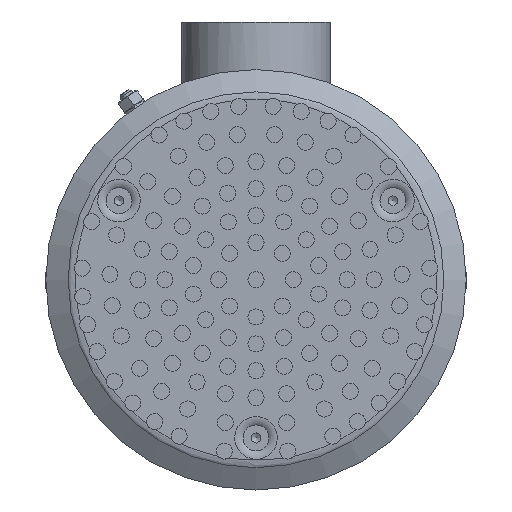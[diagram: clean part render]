
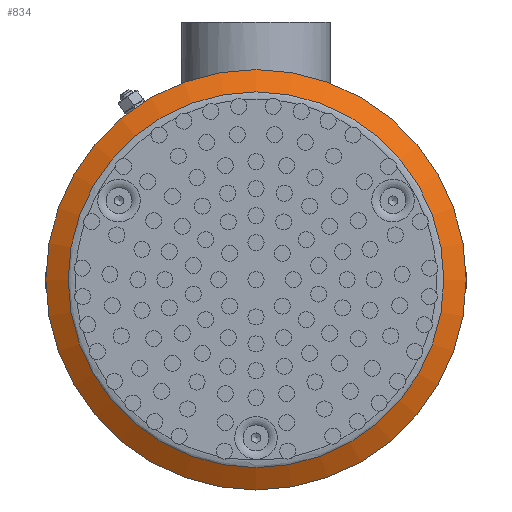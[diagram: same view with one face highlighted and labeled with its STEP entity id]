
A CAD part, top view. The second image highlights one B-rep face of the part: STEP entity #834.
In plain terms, the highlighted conical face has half-angle 60 degrees and reference radius 86.825 mm.
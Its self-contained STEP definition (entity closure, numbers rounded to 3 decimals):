
#834=ADVANCED_FACE('',(#7109,#7111),#7113,.T.);
#7109=FACE_OUTER_BOUND('',#7110,.T.);
#7110=EDGE_LOOP('',(#9451));
#7111=FACE_OUTER_BOUND('',#7112,.T.);
#7112=EDGE_LOOP('',(#9452));
#7113=CONICAL_SURFACE('',#7114,86.825,1.047);
#7114=AXIS2_PLACEMENT_3D('',#7115,#7116,#7117);
#7115=CARTESIAN_POINT('',(0.,0.,-2.185));
#7116=DIRECTION('',(0.,0.,-1.));
#7117=DIRECTION('',(-1.,0.,0.));
#9451=ORIENTED_EDGE('',*,*,#10081,.T.);
#9452=ORIENTED_EDGE('',*,*,#10446,.F.);
#10081=EDGE_CURVE('',#10975,#10975,#10976,.T.);
#10446=EDGE_CURVE('',#11645,#11645,#11646,.T.);
#10975=VERTEX_POINT('',#17864);
#10976=CIRCLE('',#17865,81.95);
#11645=VERTEX_POINT('',#21298);
#11646=CIRCLE('',#21299,91.7);
#17864=CARTESIAN_POINT('',(-81.95,0.,0.629));
#17865=AXIS2_PLACEMENT_3D('',#17866,#17867,#17868);
#17866=CARTESIAN_POINT('',(0.,0.,0.629));
#17867=DIRECTION('',(0.,0.,-1.));
#17868=DIRECTION('',(-1.,0.,0.));
#21298=CARTESIAN_POINT('',(-91.7,0.,-5.));
#21299=AXIS2_PLACEMENT_3D('',#21300,#21301,#21302);
#21300=CARTESIAN_POINT('',(0.,0.,-5.));
#21301=DIRECTION('',(0.,0.,-1.));
#21302=DIRECTION('',(-1.,0.,0.));
